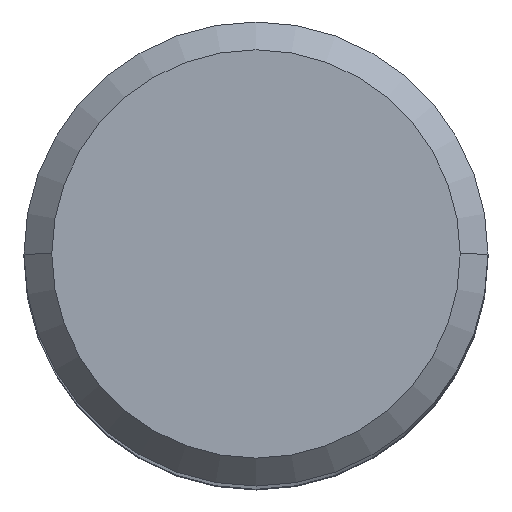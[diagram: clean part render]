
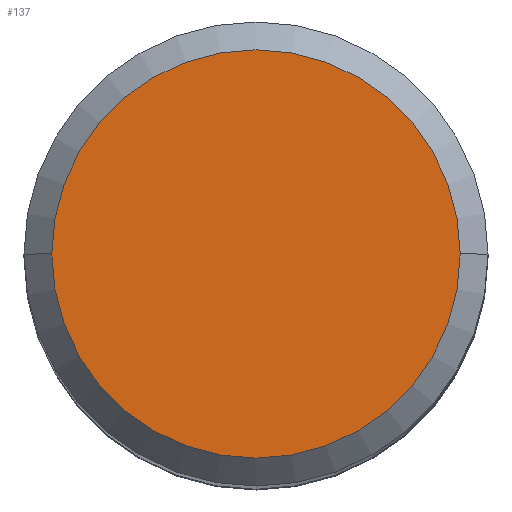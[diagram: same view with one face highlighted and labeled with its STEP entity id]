
A CAD part, top view. The second image highlights one B-rep face of the part: STEP entity #137.
In plain terms, the highlighted planar face has unit normal (0, 0, 1).
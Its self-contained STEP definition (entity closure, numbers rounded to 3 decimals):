
#30=PLANE('',#1030);
#137=ADVANCED_FACE('',(#194),#30,.F.);
#194=FACE_OUTER_BOUND('',#242,.T.);
#242=EDGE_LOOP('',(#413,#414,#415,#416));
#413=ORIENTED_EDGE('',*,*,#629,.F.);
#414=ORIENTED_EDGE('',*,*,#628,.F.);
#415=ORIENTED_EDGE('',*,*,#630,.F.);
#416=ORIENTED_EDGE('',*,*,#631,.F.);
#525=VERTEX_POINT('',#2142);
#526=VERTEX_POINT('',#2144);
#527=VERTEX_POINT('',#2146);
#528=VERTEX_POINT('',#2150);
#628=EDGE_CURVE('',#526,#527,#761,.T.);
#629=EDGE_CURVE('',#527,#525,#762,.T.);
#630=EDGE_CURVE('',#528,#526,#763,.T.);
#631=EDGE_CURVE('',#525,#528,#764,.T.);
#761=CIRCLE('',#1025,8.8);
#762=CIRCLE('',#1026,8.8);
#763=CIRCLE('',#1028,8.8);
#764=CIRCLE('',#1029,8.8);
#1025=AXIS2_PLACEMENT_3D('',#2145,#1263,#1264);
#1026=AXIS2_PLACEMENT_3D('',#2147,#1265,#1266);
#1028=AXIS2_PLACEMENT_3D('',#2149,#1269,#1270);
#1029=AXIS2_PLACEMENT_3D('',#2151,#1271,#1272);
#1030=AXIS2_PLACEMENT_3D('',#2152,#1273,#1274);
#1263=DIRECTION('',(0.,0.,-1.));
#1264=DIRECTION('',(-1.,0.,0.));
#1265=DIRECTION('',(0.,0.,-1.));
#1266=DIRECTION('',(0.,1.,0.));
#1269=DIRECTION('',(0.,0.,-1.));
#1270=DIRECTION('',(0.,-1.,0.));
#1271=DIRECTION('',(0.,0.,-1.));
#1272=DIRECTION('',(1.,0.,0.));
#1273=DIRECTION('',(0.,0.,-1.));
#1274=DIRECTION('',(-1.,0.,0.));
#2142=CARTESIAN_POINT('',(8.8,0.,0.));
#2144=CARTESIAN_POINT('',(-8.8,0.,0.));
#2145=CARTESIAN_POINT('',(0.,0.,0.));
#2146=CARTESIAN_POINT('',(0.,8.8,0.));
#2147=CARTESIAN_POINT('',(0.,0.,0.));
#2149=CARTESIAN_POINT('',(0.,0.,0.));
#2150=CARTESIAN_POINT('',(0.,-8.8,0.));
#2151=CARTESIAN_POINT('',(0.,0.,0.));
#2152=CARTESIAN_POINT('',(0.,0.,0.));
